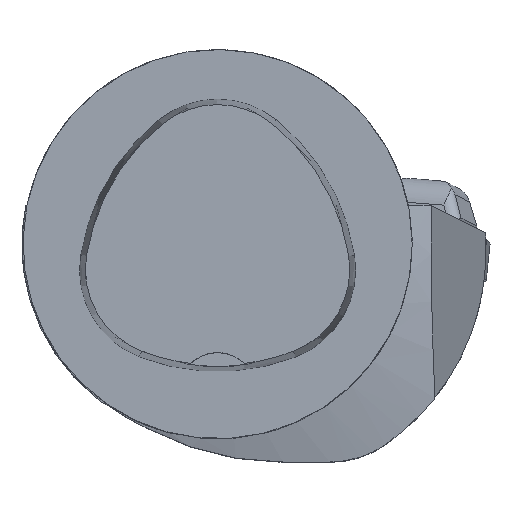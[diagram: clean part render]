
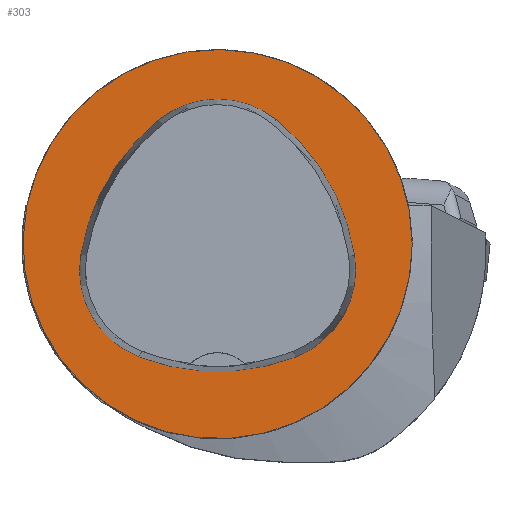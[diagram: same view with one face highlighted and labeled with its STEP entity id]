
A CAD part, top view. The second image highlights one B-rep face of the part: STEP entity #303.
In plain terms, the highlighted planar face has unit normal (0, 0, 1).
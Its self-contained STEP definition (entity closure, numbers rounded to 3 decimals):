
#303=ADVANCED_FACE('',(#436,#437),#383,.T.);
#383=PLANE('',#2063);
#436=FACE_BOUND('',#491,.T.);
#437=FACE_BOUND('',#492,.T.);
#491=EDGE_LOOP('',(#855,#856,#857,#858,#859,#860));
#492=EDGE_LOOP('',(#861));
#574=CIRCLE('',#2034,25.);
#575=CIRCLE('',#2041,28.);
#577=CIRCLE('',#2044,12.);
#579=CIRCLE('',#2047,28.);
#581=CIRCLE('',#2050,12.);
#584=CIRCLE('',#2054,28.);
#587=CIRCLE('',#2058,12.);
#855=ORIENTED_EDGE('',*,*,#1460,.F.);
#856=ORIENTED_EDGE('',*,*,#1455,.F.);
#857=ORIENTED_EDGE('',*,*,#1450,.F.);
#858=ORIENTED_EDGE('',*,*,#1447,.F.);
#859=ORIENTED_EDGE('',*,*,#1444,.F.);
#860=ORIENTED_EDGE('',*,*,#1440,.F.);
#861=ORIENTED_EDGE('',*,*,#1430,.T.);
#1223=VERTEX_POINT('',#3095);
#1232=VERTEX_POINT('',#3115);
#1233=VERTEX_POINT('',#3116);
#1236=VERTEX_POINT('',#3124);
#1238=VERTEX_POINT('',#3130);
#1240=VERTEX_POINT('',#3136);
#1244=VERTEX_POINT('',#3149);
#1430=EDGE_CURVE('',#1223,#1223,#574,.T.);
#1440=EDGE_CURVE('',#1232,#1233,#575,.T.);
#1444=EDGE_CURVE('',#1233,#1236,#577,.T.);
#1447=EDGE_CURVE('',#1236,#1238,#579,.T.);
#1450=EDGE_CURVE('',#1238,#1240,#581,.T.);
#1455=EDGE_CURVE('',#1240,#1244,#584,.T.);
#1460=EDGE_CURVE('',#1244,#1232,#587,.T.);
#2034=AXIS2_PLACEMENT_3D('',#3094,#2390,#2391);
#2041=AXIS2_PLACEMENT_3D('',#3114,#2408,#2409);
#2044=AXIS2_PLACEMENT_3D('',#3123,#2416,#2417);
#2047=AXIS2_PLACEMENT_3D('',#3129,#2423,#2424);
#2050=AXIS2_PLACEMENT_3D('',#3135,#2430,#2431);
#2054=AXIS2_PLACEMENT_3D('',#3148,#2439,#2440);
#2058=AXIS2_PLACEMENT_3D('',#3161,#2448,#2449);
#2063=AXIS2_PLACEMENT_3D('',#3166,#2458,#2459);
#2390=DIRECTION('',(0.,0.,1.));
#2391=DIRECTION('',(1.,0.,0.));
#2408=DIRECTION('',(0.,0.,1.));
#2409=DIRECTION('',(1.,0.,0.));
#2416=DIRECTION('',(0.,0.,1.));
#2417=DIRECTION('',(1.,0.,0.));
#2423=DIRECTION('',(0.,0.,1.));
#2424=DIRECTION('',(1.,0.,0.));
#2430=DIRECTION('',(0.,0.,1.));
#2431=DIRECTION('',(1.,0.,0.));
#2439=DIRECTION('',(0.,0.,1.));
#2440=DIRECTION('',(1.,0.,0.));
#2448=DIRECTION('',(0.,0.,1.));
#2449=DIRECTION('',(1.,0.,0.));
#2458=DIRECTION('',(0.,0.,1.));
#2459=DIRECTION('',(-1.,0.,0.));
#3094=CARTESIAN_POINT('',(0.,0.,0.));
#3095=CARTESIAN_POINT('',(25.,0.,0.));
#3114=CARTESIAN_POINT('',(-10.068,-5.824,0.));
#3115=CARTESIAN_POINT('',(17.584,-1.424,0.));
#3116=CARTESIAN_POINT('',(7.531,15.953,0.));
#3123=CARTESIAN_POINT('',(-0.011,6.62,0.));
#3124=CARTESIAN_POINT('',(-7.567,15.942,0.));
#3129=CARTESIAN_POINT('',(10.063,-5.81,0.));
#3130=CARTESIAN_POINT('',(-17.59,-1.418,0.));
#3135=CARTESIAN_POINT('',(-5.739,-3.3,0.));
#3136=CARTESIAN_POINT('',(-10.05,-14.499,0.));
#3148=CARTESIAN_POINT('',(0.01,11.631,0.));
#3149=CARTESIAN_POINT('',(10.025,-14.516,0.));
#3161=CARTESIAN_POINT('',(5.733,-3.31,0.));
#3166=CARTESIAN_POINT('',(0.,0.,0.));
